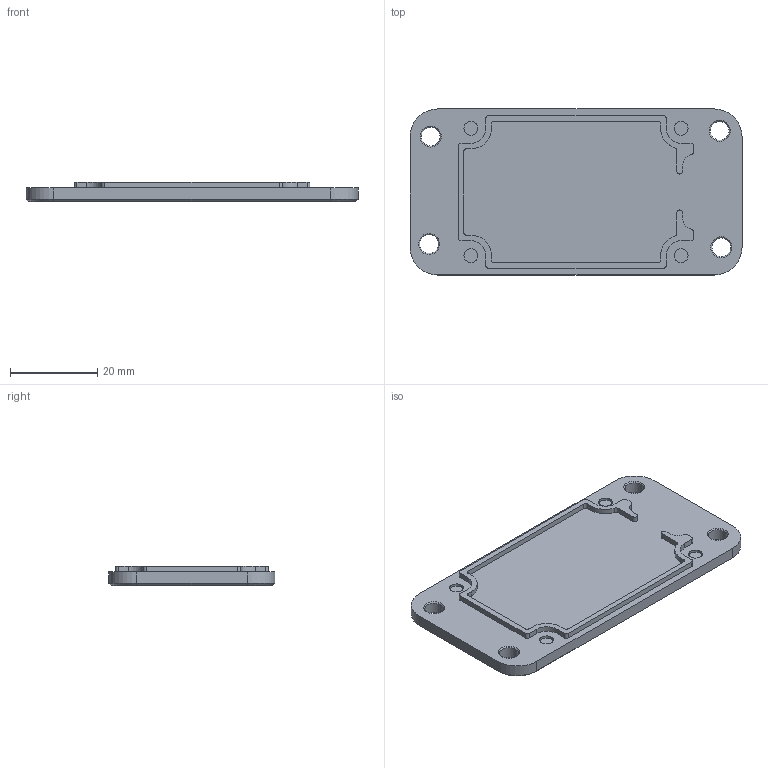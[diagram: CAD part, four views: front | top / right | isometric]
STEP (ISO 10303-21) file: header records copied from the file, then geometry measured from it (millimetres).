
FILE_DESCRIPTION (( 'STEP AP214' ), '1' );
FILE_NAME ('Case Back.STEP', '2025-07-20T02:46:58', ( '' ), ( '' ), 'SwSTEP 2.0', 'SolidWorks 2019', '' );
FILE_SCHEMA (( 'AUTOMOTIVE_DESIGN' ));
Length unit declared in the file: inch
Products named in the file (1): Case Back
Bounding box: 76.2 x 38.1 x 4.45 mm (x, y, z)
Volume: 8988 mm3; surface area: 6935.7 mm2
Topology: 1 solids, 1 shells, 131 faces, 328 edges, 208 vertices
Faces by surface type: cylinder 58, plane 45, cone 28
Entity records: 3986 total; most frequent: DIRECTION 736, CARTESIAN_POINT 668, ORIENTED_EDGE 656, EDGE_CURVE 328, AXIS2_PLACEMENT_3D 276, VERTEX_POINT 208, LINE 184, VECTOR 184
